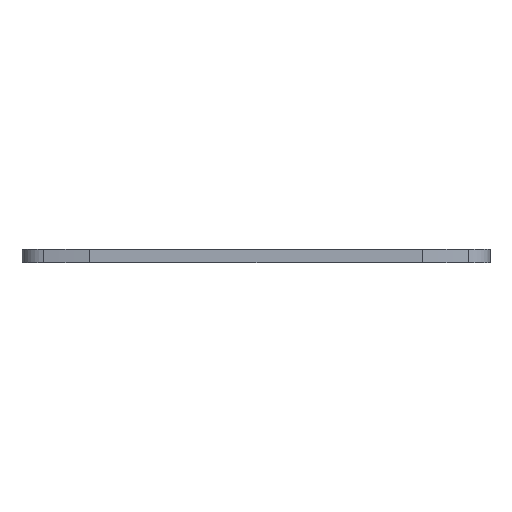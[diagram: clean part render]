
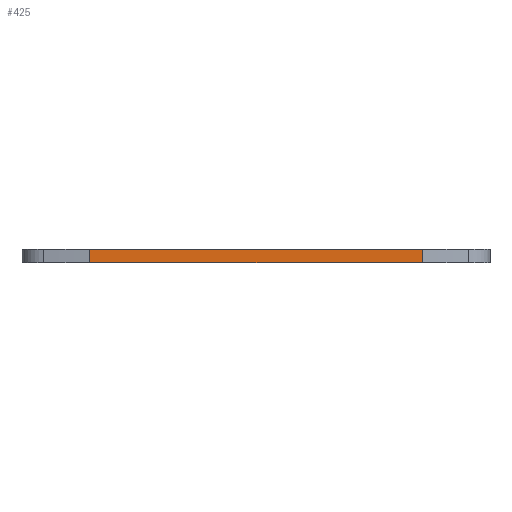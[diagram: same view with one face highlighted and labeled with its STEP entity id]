
A CAD part, left-side view. The second image highlights one B-rep face of the part: STEP entity #425.
In plain terms, the highlighted planar face has unit normal (-1, 0, 0).
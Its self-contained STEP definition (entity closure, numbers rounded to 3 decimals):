
#367=CARTESIAN_POINT('',(16.88,-11.938,1.5));
#368=VERTEX_POINT('',#367);
#376=CARTESIAN_POINT('',(16.88,-11.938,0.0));
#377=VERTEX_POINT('',#376);
#378=CARTESIAN_POINT('',(16.88,-11.938,0.0));
#379=DIRECTION('',(0.0,0.0,1.0));
#380=VECTOR('',#379,1.5);
#381=LINE('',#378,#380);
#382=EDGE_CURVE('',#377,#368,#381,.T.);
#395=CARTESIAN_POINT('',(16.88,-11.938,0.0));
#396=DIRECTION('',(-1.0,0.0,0.0));
#397=DIRECTION('',(0.0,0.0,1.0));
#398=AXIS2_PLACEMENT_3D('',#395,#396,#397);
#399=PLANE('',#398);
#400=CARTESIAN_POINT('',(16.88,25.008,1.5));
#401=VERTEX_POINT('',#400);
#402=CARTESIAN_POINT('',(16.88,-11.938,1.5));
#403=DIRECTION('',(0.0,1.0,0.0));
#404=VECTOR('',#403,36.946);
#405=LINE('',#402,#404);
#406=EDGE_CURVE('',#368,#401,#405,.T.);
#407=ORIENTED_EDGE('',*,*,#406,.T.);
#408=CARTESIAN_POINT('',(16.88,25.008,0.0));
#409=VERTEX_POINT('',#408);
#410=CARTESIAN_POINT('',(16.88,25.008,0.0));
#411=DIRECTION('',(0.0,0.0,1.0));
#412=VECTOR('',#411,1.5);
#413=LINE('',#410,#412);
#414=EDGE_CURVE('',#409,#401,#413,.T.);
#415=ORIENTED_EDGE('',*,*,#414,.F.);
#416=CARTESIAN_POINT('',(16.88,25.008,0.0));
#417=DIRECTION('',(0.0,-1.0,0.0));
#418=VECTOR('',#417,36.946);
#419=LINE('',#416,#418);
#420=EDGE_CURVE('',#409,#377,#419,.T.);
#421=ORIENTED_EDGE('',*,*,#420,.T.);
#422=ORIENTED_EDGE('',*,*,#382,.T.);
#423=EDGE_LOOP('',(#407,#415,#421,#422));
#424=FACE_OUTER_BOUND('',#423,.T.);
#425=ADVANCED_FACE('',(#424),#399,.T.);
